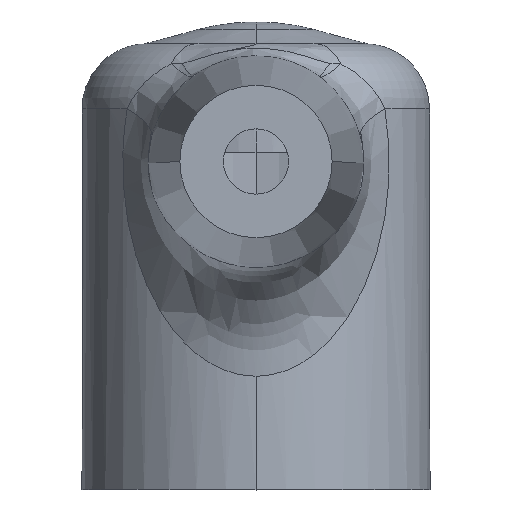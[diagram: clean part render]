
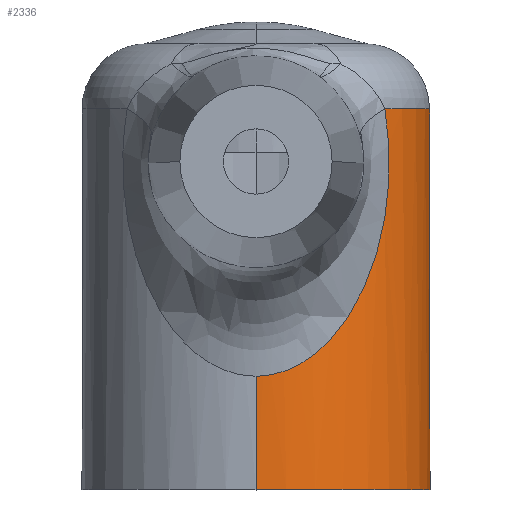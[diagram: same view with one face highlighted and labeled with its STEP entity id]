
A CAD part, top view. The second image highlights one B-rep face of the part: STEP entity #2336.
In plain terms, the highlighted cylindrical face has radius 8 mm (diameter 16 mm), a partial arc.
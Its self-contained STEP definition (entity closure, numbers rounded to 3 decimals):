
#16 = VECTOR ( 'NONE', #2062, 1000. ) ;
#32 = LINE ( 'NONE', #1858, #16 ) ;
#50 = CIRCLE ( 'NONE', #1339, 8. ) ;
#68 = CARTESIAN_POINT ( 'NONE',  ( 0., 5.205, 8. ) ) ;
#138 = CARTESIAN_POINT ( 'NONE',  ( 0., 20., 0. ) ) ;
#147 = ORIENTED_EDGE ( 'NONE', *, *, #198, .T. ) ;
#169 = VERTEX_POINT ( 'NONE', #1252 ) ;
#171 = CARTESIAN_POINT ( 'NONE',  ( 3.761, 7.267, 7.064 ) ) ;
#182 = ORIENTED_EDGE ( 'NONE', *, *, #206, .T. ) ;
#198 = EDGE_CURVE ( 'NONE', #933, #531, #1048, .T. ) ;
#206 = EDGE_CURVE ( 'NONE', #531, #2510, #1516, .T. ) ;
#210 = EDGE_CURVE ( 'NONE', #169, #2510, #50, .T. ) ;
#215 = EDGE_CURVE ( 'NONE', #2161, #933, #2546, .T. ) ;
#222 = EDGE_CURVE ( 'NONE', #2161, #169, #32, .T. ) ;
#230 = CARTESIAN_POINT ( 'NONE',  ( 6.129, 15.255, 5.142 ) ) ;
#241 = CARTESIAN_POINT ( 'NONE',  ( 0., 20., 8. ) ) ;
#280 = CARTESIAN_POINT ( 'NONE',  ( 5.923, 17.5, 5.378 ) ) ;
#298 = DIRECTION ( 'NONE',  ( 0., -1., 0. ) ) ;
#386 = CARTESIAN_POINT ( 'NONE',  ( 6., 12.995, 5.292 ) ) ;
#403 = CARTESIAN_POINT ( 'NONE',  ( 3.137, 6.584, 7.363 ) ) ;
#531 = VERTEX_POINT ( 'NONE', #650 ) ;
#600 = CARTESIAN_POINT ( 'NONE',  ( 5.844, 12.05, 5.464 ) ) ;
#609 = CARTESIAN_POINT ( 'NONE',  ( 2.41, 5.988, 7.633 ) ) ;
#626 = CARTESIAN_POINT ( 'NONE',  ( 0., 0., 8. ) ) ;
#627 = EDGE_LOOP ( 'NONE', ( #147, #182, #969, #1589, #2058 ) ) ;
#650 = CARTESIAN_POINT ( 'NONE',  ( 0., 5.205, 8. ) ) ;
#797 = CARTESIAN_POINT ( 'NONE',  ( 5.629, 11.13, 5.686 ) ) ;
#809 = CARTESIAN_POINT ( 'NONE',  ( 1.577, 5.525, 7.848 ) ) ;
#933 = VERTEX_POINT ( 'NONE', #1937 ) ;
#959 = DIRECTION ( 'NONE',  ( 0., -1., 0. ) ) ;
#969 = ORIENTED_EDGE ( 'NONE', *, *, #210, .F. ) ;
#991 = CARTESIAN_POINT ( 'NONE',  ( 5.352, 10.233, 5.948 ) ) ;
#1048 = B_SPLINE_CURVE_WITH_KNOTS ( 'NONE', 3,
 ( #280, #2438, #1483, #230, #1189, #1259, #2227, #1572, #386, #1758, #600, #1947, #797, #2148, #991, #2344, #1191, #2535, #1386, #171, #1583, #403, #1768, #609, #1958, #809, #2159, #2442, #1288, #68 ),
 .UNSPECIFIED., .F., .F.,
 ( 4, 2, 2, 2, 2, 2, 2, 2, 2, 2, 2, 2, 2, 2, 4 ),
 ( 0., 0.002, 0.003, 0.004, 0.005, 0.006, 0.007, 0.008, 0.01, 0.011, 0.012, 0.013, 0.014, 0.015, 0.016 ),
 .UNSPECIFIED. ) ;
#1107 = DIRECTION ( 'NONE',  ( 0., -1., 0. ) ) ;
#1128 = AXIS2_PLACEMENT_3D ( 'NONE', #1497, #298, #1682 ) ;
#1159 = DIRECTION ( 'NONE',  ( 0., 0., -1. ) ) ;
#1189 = CARTESIAN_POINT ( 'NONE',  ( 6.131, 14.928, 5.139 ) ) ;
#1191 = CARTESIAN_POINT ( 'NONE',  ( 4.764, 8.811, 6.438 ) ) ;
#1252 = CARTESIAN_POINT ( 'NONE',  ( 0., 0., -8. ) ) ;
#1259 = CARTESIAN_POINT ( 'NONE',  ( 6.114, 14.281, 5.159 ) ) ;
#1288 = CARTESIAN_POINT ( 'NONE',  ( 0.322, 5.205, 8. ) ) ;
#1339 = AXIS2_PLACEMENT_3D ( 'NONE', #2264, #1107, #2452 ) ;
#1386 = CARTESIAN_POINT ( 'NONE',  ( 4.128, 7.763, 6.856 ) ) ;
#1483 = CARTESIAN_POINT ( 'NONE',  ( 6.092, 16.228, 5.185 ) ) ;
#1497 = CARTESIAN_POINT ( 'NONE',  ( 0., 17.5, 0. ) ) ;
#1516 = LINE ( 'NONE', #241, #2520 ) ;
#1572 = CARTESIAN_POINT ( 'NONE',  ( 6.039, 13.316, 5.247 ) ) ;
#1583 = CARTESIAN_POINT ( 'NONE',  ( 3.564, 7.031, 7.166 ) ) ;
#1589 = ORIENTED_EDGE ( 'NONE', *, *, #222, .F. ) ;
#1682 = DIRECTION ( 'NONE',  ( 0., 0., -1. ) ) ;
#1758 = CARTESIAN_POINT ( 'NONE',  ( 5.903, 12.362, 5.4 ) ) ;
#1768 = CARTESIAN_POINT ( 'NONE',  ( 2.907, 6.372, 7.458 ) ) ;
#1858 = CARTESIAN_POINT ( 'NONE',  ( 0., 20., -8. ) ) ;
#1937 = CARTESIAN_POINT ( 'NONE',  ( 5.923, 17.5, 5.378 ) ) ;
#1942 = FACE_OUTER_BOUND ( 'NONE', #627, .T. ) ;
#1947 = CARTESIAN_POINT ( 'NONE',  ( 5.707, 11.434, 5.607 ) ) ;
#1958 = CARTESIAN_POINT ( 'NONE',  ( 2.143, 5.815, 7.713 ) ) ;
#1988 = AXIS2_PLACEMENT_3D ( 'NONE', #138, #959, #1159 ) ;
#2058 = ORIENTED_EDGE ( 'NONE', *, *, #215, .T. ) ;
#2062 = DIRECTION ( 'NONE',  ( 0., -1., 0. ) ) ;
#2089 = CYLINDRICAL_SURFACE ( 'NONE', #1988, 8. ) ;
#2108 = CARTESIAN_POINT ( 'NONE',  ( 0., 17.5, -8. ) ) ;
#2148 = CARTESIAN_POINT ( 'NONE',  ( 5.451, 10.53, 5.857 ) ) ;
#2159 = CARTESIAN_POINT ( 'NONE',  ( 1.28, 5.409, 7.903 ) ) ;
#2161 = VERTEX_POINT ( 'NONE', #2108 ) ;
#2227 = CARTESIAN_POINT ( 'NONE',  ( 6.096, 13.958, 5.181 ) ) ;
#2264 = CARTESIAN_POINT ( 'NONE',  ( 0., 0., 0. ) ) ;
#2336 = ADVANCED_FACE ( 'NONE', ( #1942 ), #2089, .T. ) ;
#2344 = CARTESIAN_POINT ( 'NONE',  ( 5.023, 9.365, 6.233 ) ) ;
#2410 = DIRECTION ( 'NONE',  ( 0., -1., 0. ) ) ;
#2438 = CARTESIAN_POINT ( 'NONE',  ( 6.028, 16.868, 5.262 ) ) ;
#2442 = CARTESIAN_POINT ( 'NONE',  ( 0.651, 5.247, 7.98 ) ) ;
#2452 = DIRECTION ( 'NONE',  ( 0., 0., -1. ) ) ;
#2510 = VERTEX_POINT ( 'NONE', #626 ) ;
#2520 = VECTOR ( 'NONE', #2410, 1000. ) ;
#2535 = CARTESIAN_POINT ( 'NONE',  ( 4.297, 8.021, 6.751 ) ) ;
#2546 = CIRCLE ( 'NONE', #1128, 8. ) ;
